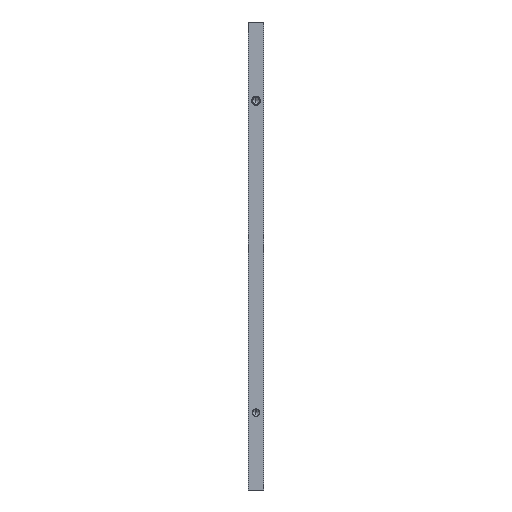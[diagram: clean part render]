
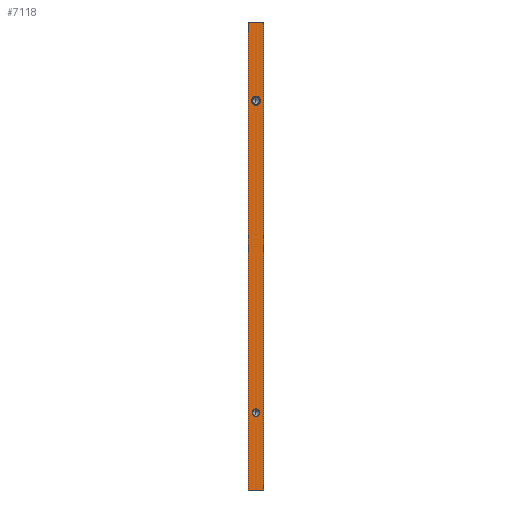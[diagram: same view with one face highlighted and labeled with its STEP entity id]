
A CAD part, left-side view. The second image highlights one B-rep face of the part: STEP entity #7118.
In plain terms, the highlighted planar face has unit normal (-1, 0, 0).
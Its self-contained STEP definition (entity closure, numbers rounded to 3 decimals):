
#52 = EDGE_LOOP ( 'NONE', ( #7188, #6732, #5208, #5242 ) ) ;
#131 = VERTEX_POINT ( 'NONE', #4494 ) ;
#221 = CARTESIAN_POINT ( 'NONE',  ( -200., -95., 246.6 ) ) ;
#319 = VECTOR ( 'NONE', #870, 1000. ) ;
#660 = VERTEX_POINT ( 'NONE', #2654 ) ;
#661 = CARTESIAN_POINT ( 'NONE',  ( -200., -100., 300. ) ) ;
#870 = DIRECTION ( 'NONE',  ( 0., -1., 0. ) ) ;
#933 = EDGE_CURVE ( 'NONE', #5488, #2470, #6601, .T. ) ;
#1075 = VERTEX_POINT ( 'NONE', #221 ) ;
#1077 = VECTOR ( 'NONE', #6489, 1000. ) ;
#1167 = EDGE_CURVE ( 'NONE', #1075, #660, #1908, .T. ) ;
#1185 = ORIENTED_EDGE ( 'NONE', *, *, #1167, .F. ) ;
#1389 = CARTESIAN_POINT ( 'NONE',  ( -200., -95., 52. ) ) ;
#1436 = CIRCLE ( 'NONE', #1811, 2.5 ) ;
#1592 = CARTESIAN_POINT ( 'NONE',  ( -200., -100., 0. ) ) ;
#1701 = DIRECTION ( 'NONE',  ( 0., 0., 1. ) ) ;
#1811 = AXIS2_PLACEMENT_3D ( 'NONE', #5727, #4577, #7392 ) ;
#1908 = CIRCLE ( 'NONE', #5990, 2.9 ) ;
#1949 = DIRECTION ( 'NONE',  ( 0., -1., 0. ) ) ;
#1952 = FACE_OUTER_BOUND ( 'NONE', #52, .T. ) ;
#2111 = LINE ( 'NONE', #6190, #319 ) ;
#2232 = CARTESIAN_POINT ( 'NONE',  ( -200., -90., 300. ) ) ;
#2275 = AXIS2_PLACEMENT_3D ( 'NONE', #4742, #2965, #5328 ) ;
#2424 = AXIS2_PLACEMENT_3D ( 'NONE', #3118, #4862, #6645 ) ;
#2470 = VERTEX_POINT ( 'NONE', #1592 ) ;
#2489 = CARTESIAN_POINT ( 'NONE',  ( -200., -95., 47. ) ) ;
#2647 = VERTEX_POINT ( 'NONE', #2489 ) ;
#2654 = CARTESIAN_POINT ( 'NONE',  ( -200., -95., 252.4 ) ) ;
#2777 = CIRCLE ( 'NONE', #2275, 2.9 ) ;
#2925 = CIRCLE ( 'NONE', #4540, 2.5 ) ;
#2965 = DIRECTION ( 'NONE',  ( -1., 0., 0. ) ) ;
#3118 = CARTESIAN_POINT ( 'NONE',  ( -200., -100., 300. ) ) ;
#3174 = VECTOR ( 'NONE', #1949, 1000. ) ;
#3352 = DIRECTION ( 'NONE',  ( 0., 0., 1. ) ) ;
#3726 = ORIENTED_EDGE ( 'NONE', *, *, #4210, .F. ) ;
#3911 = EDGE_CURVE ( 'NONE', #4874, #2470, #4858, .T. ) ;
#4082 = CARTESIAN_POINT ( 'NONE',  ( -200., -90., 0. ) ) ;
#4210 = EDGE_CURVE ( 'NONE', #2647, #5553, #2925, .T. ) ;
#4492 = ORIENTED_EDGE ( 'NONE', *, *, #5110, .F. ) ;
#4494 = CARTESIAN_POINT ( 'NONE',  ( -200., -90., 300. ) ) ;
#4503 = EDGE_CURVE ( 'NONE', #5553, #2647, #1436, .T. ) ;
#4540 = AXIS2_PLACEMENT_3D ( 'NONE', #5352, #7049, #1701 ) ;
#4577 = DIRECTION ( 'NONE',  ( -1., 0., 0. ) ) ;
#4742 = CARTESIAN_POINT ( 'NONE',  ( -200., -95., 249.5 ) ) ;
#4858 = LINE ( 'NONE', #6179, #3174 ) ;
#4862 = DIRECTION ( 'NONE',  ( 1., 0., 0. ) ) ;
#4874 = VERTEX_POINT ( 'NONE', #4082 ) ;
#5110 = EDGE_CURVE ( 'NONE', #660, #1075, #2777, .T. ) ;
#5173 = DIRECTION ( 'NONE',  ( -1., 0., 0. ) ) ;
#5208 = ORIENTED_EDGE ( 'NONE', *, *, #6833, .F. ) ;
#5242 = ORIENTED_EDGE ( 'NONE', *, *, #6172, .T. ) ;
#5328 = DIRECTION ( 'NONE',  ( 0., 0., 1. ) ) ;
#5352 = CARTESIAN_POINT ( 'NONE',  ( -200., -95., 49.5 ) ) ;
#5407 = FACE_BOUND ( 'NONE', #7474, .T. ) ;
#5488 = VERTEX_POINT ( 'NONE', #661 ) ;
#5553 = VERTEX_POINT ( 'NONE', #1389 ) ;
#5727 = CARTESIAN_POINT ( 'NONE',  ( -200., -95., 49.5 ) ) ;
#5990 = AXIS2_PLACEMENT_3D ( 'NONE', #6866, #5173, #3352 ) ;
#6172 = EDGE_CURVE ( 'NONE', #131, #4874, #6812, .T. ) ;
#6179 = CARTESIAN_POINT ( 'NONE',  ( -200., -100., 0. ) ) ;
#6190 = CARTESIAN_POINT ( 'NONE',  ( -200., -100., 300. ) ) ;
#6206 = EDGE_LOOP ( 'NONE', ( #7269, #3726 ) ) ;
#6489 = DIRECTION ( 'NONE',  ( 0., 0., -1. ) ) ;
#6510 = VECTOR ( 'NONE', #6887, 1000. ) ;
#6529 = PLANE ( 'NONE',  #2424 ) ;
#6564 = CARTESIAN_POINT ( 'NONE',  ( -200., -100., 300. ) ) ;
#6601 = LINE ( 'NONE', #6564, #1077 ) ;
#6645 = DIRECTION ( 'NONE',  ( 0., 0., -1. ) ) ;
#6732 = ORIENTED_EDGE ( 'NONE', *, *, #933, .F. ) ;
#6812 = LINE ( 'NONE', #2232, #6510 ) ;
#6833 = EDGE_CURVE ( 'NONE', #131, #5488, #2111, .T. ) ;
#6866 = CARTESIAN_POINT ( 'NONE',  ( -200., -95., 249.5 ) ) ;
#6887 = DIRECTION ( 'NONE',  ( 0., 0., -1. ) ) ;
#7049 = DIRECTION ( 'NONE',  ( -1., 0., 0. ) ) ;
#7118 = ADVANCED_FACE ( 'NONE', ( #7177, #5407, #1952 ), #6529, .F. ) ;
#7177 = FACE_BOUND ( 'NONE', #6206, .T. ) ;
#7188 = ORIENTED_EDGE ( 'NONE', *, *, #3911, .T. ) ;
#7269 = ORIENTED_EDGE ( 'NONE', *, *, #4503, .F. ) ;
#7392 = DIRECTION ( 'NONE',  ( 0., 0., 1. ) ) ;
#7474 = EDGE_LOOP ( 'NONE', ( #4492, #1185 ) ) ;
